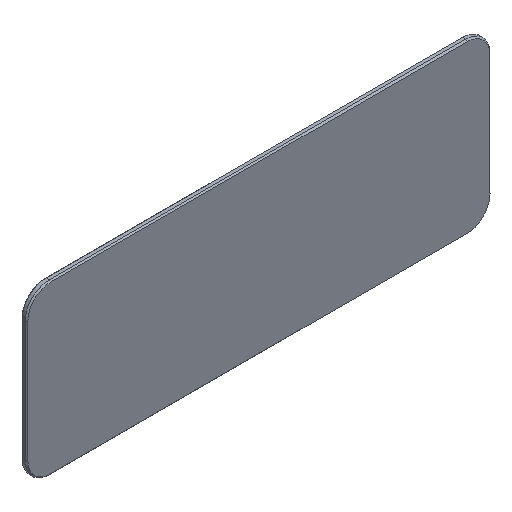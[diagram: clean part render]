
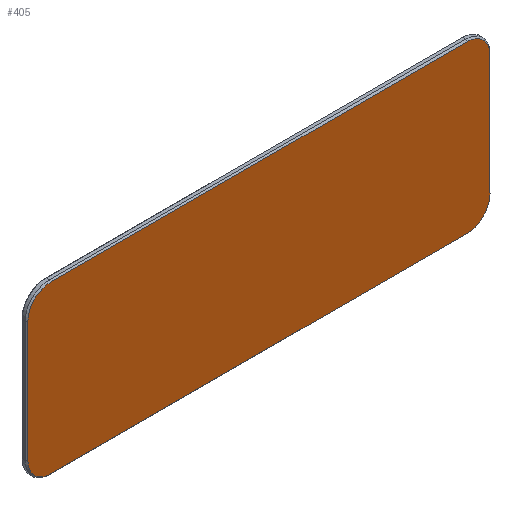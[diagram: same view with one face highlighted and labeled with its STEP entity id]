
A CAD part, isometric view. The second image highlights one B-rep face of the part: STEP entity #405.
In plain terms, the highlighted planar face has unit normal (0, -1, 0).
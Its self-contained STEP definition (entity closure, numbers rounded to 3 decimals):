
#23=CIRCLE('',#436,3.3);
#25=CIRCLE('',#440,3.3);
#27=CIRCLE('',#444,3.3);
#29=CIRCLE('',#448,3.3);
#59=FACE_OUTER_BOUND('',#85,.T.);
#85=EDGE_LOOP('',(#315,#316,#317,#318,#319,#320,#321,#322));
#100=LINE('',#614,#140);
#105=LINE('',#628,#145);
#109=LINE('',#640,#149);
#113=LINE('',#652,#153);
#140=VECTOR('',#484,10.);
#145=VECTOR('',#497,10.);
#149=VECTOR('',#509,10.);
#153=VECTOR('',#521,10.);
#180=VERTEX_POINT('',#611);
#181=VERTEX_POINT('',#613);
#184=VERTEX_POINT('',#620);
#186=VERTEX_POINT('',#626);
#188=VERTEX_POINT('',#632);
#190=VERTEX_POINT('',#638);
#192=VERTEX_POINT('',#644);
#194=VERTEX_POINT('',#650);
#212=EDGE_CURVE('',#180,#181,#100,.T.);
#216=EDGE_CURVE('',#184,#180,#23,.T.);
#219=EDGE_CURVE('',#186,#184,#105,.T.);
#222=EDGE_CURVE('',#188,#186,#25,.T.);
#225=EDGE_CURVE('',#190,#188,#109,.T.);
#228=EDGE_CURVE('',#192,#190,#27,.T.);
#231=EDGE_CURVE('',#194,#192,#113,.T.);
#233=EDGE_CURVE('',#181,#194,#29,.T.);
#315=ORIENTED_EDGE('',*,*,#212,.F.);
#316=ORIENTED_EDGE('',*,*,#216,.F.);
#317=ORIENTED_EDGE('',*,*,#219,.F.);
#318=ORIENTED_EDGE('',*,*,#222,.F.);
#319=ORIENTED_EDGE('',*,*,#225,.F.);
#320=ORIENTED_EDGE('',*,*,#228,.F.);
#321=ORIENTED_EDGE('',*,*,#231,.F.);
#322=ORIENTED_EDGE('',*,*,#233,.F.);
#385=PLANE('',#456);
#405=ADVANCED_FACE('',(#59),#385,.F.);
#436=AXIS2_PLACEMENT_3D('',#622,#490,#491);
#440=AXIS2_PLACEMENT_3D('',#634,#502,#503);
#444=AXIS2_PLACEMENT_3D('',#646,#514,#515);
#448=AXIS2_PLACEMENT_3D('',#655,#525,#526);
#456=AXIS2_PLACEMENT_3D('',#675,#548,#549);
#484=DIRECTION('',(1.,0.,0.));
#490=DIRECTION('center_axis',(0.,1.,0.));
#491=DIRECTION('ref_axis',(0.,0.,1.));
#497=DIRECTION('',(0.,0.,1.));
#502=DIRECTION('center_axis',(0.,1.,0.));
#503=DIRECTION('ref_axis',(-1.,0.,0.));
#509=DIRECTION('',(-1.,0.,0.));
#514=DIRECTION('center_axis',(0.,1.,0.));
#515=DIRECTION('ref_axis',(0.,0.,-1.));
#521=DIRECTION('',(0.,0.,-1.));
#525=DIRECTION('center_axis',(0.,1.,0.));
#526=DIRECTION('ref_axis',(1.,0.,0.));
#548=DIRECTION('center_axis',(0.,1.,0.));
#549=DIRECTION('ref_axis',(0.,0.,1.));
#611=CARTESIAN_POINT('',(84.75,6.45,36.75));
#613=CARTESIAN_POINT('',(145.25,6.45,36.75));
#614=CARTESIAN_POINT('',(130.125,6.45,36.75));
#620=CARTESIAN_POINT('',(81.45,6.45,33.45));
#622=CARTESIAN_POINT('Origin',(84.75,6.45,33.45));
#626=CARTESIAN_POINT('',(81.45,6.45,15.95));
#628=CARTESIAN_POINT('',(81.45,6.45,29.075));
#632=CARTESIAN_POINT('',(84.75,6.45,12.65));
#634=CARTESIAN_POINT('Origin',(84.75,6.45,15.95));
#638=CARTESIAN_POINT('',(145.25,6.45,12.65));
#640=CARTESIAN_POINT('',(99.875,6.45,12.65));
#644=CARTESIAN_POINT('',(148.55,6.45,15.95));
#646=CARTESIAN_POINT('Origin',(145.25,6.45,15.95));
#650=CARTESIAN_POINT('',(148.55,6.45,33.45));
#652=CARTESIAN_POINT('',(148.55,6.45,20.325));
#655=CARTESIAN_POINT('Origin',(145.25,6.45,33.45));
#675=CARTESIAN_POINT('Origin',(115.,6.45,24.7));
